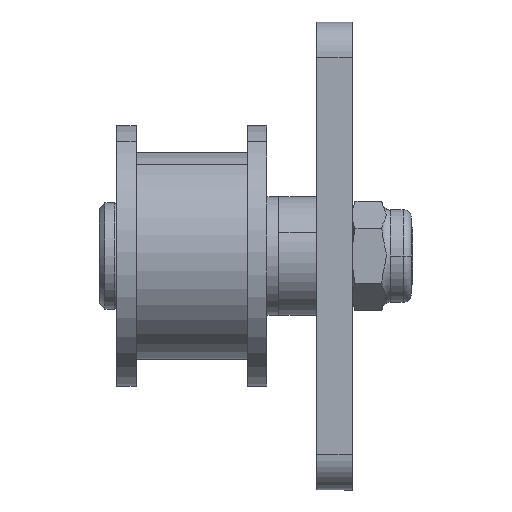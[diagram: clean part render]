
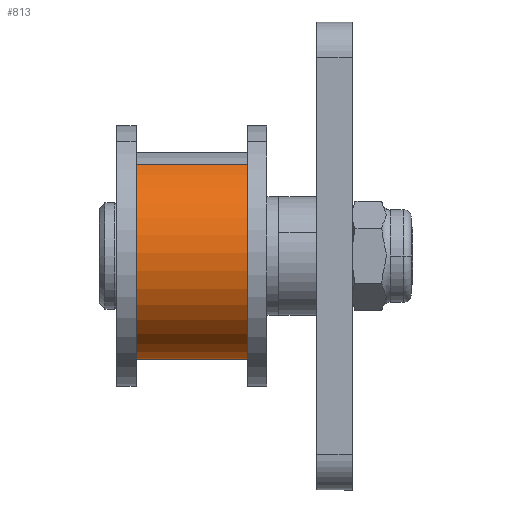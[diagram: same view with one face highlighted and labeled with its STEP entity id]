
A CAD part, left-side view. The second image highlights one B-rep face of the part: STEP entity #813.
In plain terms, the highlighted cylindrical face has radius 8.75 mm (diameter 17.5 mm), a partial arc.
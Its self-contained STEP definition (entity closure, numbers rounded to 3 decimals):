
#61 = CYLINDRICAL_SURFACE ( 'NONE', #778, 8.75 ) ;
#121 = EDGE_CURVE ( 'NONE', #2001, #744, #635, .T. ) ;
#237 = VERTEX_POINT ( 'NONE', #1827 ) ;
#272 = CARTESIAN_POINT ( 'NONE',  ( -21.536, 0., 8.75 ) ) ;
#635 = CIRCLE ( 'NONE', #3762, 8.75 ) ;
#666 = CARTESIAN_POINT ( 'NONE',  ( -4.705, 0., -8.75 ) ) ;
#687 = ORIENTED_EDGE ( 'NONE', *, *, #3905, .T. ) ;
#737 = CARTESIAN_POINT ( 'NONE',  ( -21.536, 0., -8.75 ) ) ;
#744 = VERTEX_POINT ( 'NONE', #1882 ) ;
#778 = AXIS2_PLACEMENT_3D ( 'NONE', #3923, #1649, #1568 ) ;
#798 = ORIENTED_EDGE ( 'NONE', *, *, #3658, .T. ) ;
#813 = ADVANCED_FACE ( 'NONE', ( #2771 ), #61, .T. ) ;
#820 = VERTEX_POINT ( 'NONE', #4358 ) ;
#851 = ORIENTED_EDGE ( 'NONE', *, *, #121, .F. ) ;
#1350 = DIRECTION ( 'NONE',  ( -1., 0., 0. ) ) ;
#1568 = DIRECTION ( 'NONE',  ( 0., 0., 1. ) ) ;
#1649 = DIRECTION ( 'NONE',  ( -1., 0., 0. ) ) ;
#1815 = DIRECTION ( 'NONE',  ( -1., 0., 0. ) ) ;
#1827 = CARTESIAN_POINT ( 'NONE',  ( 4.705, 0., 8.75 ) ) ;
#1882 = CARTESIAN_POINT ( 'NONE',  ( -4.705, 0., 8.75 ) ) ;
#2001 = VERTEX_POINT ( 'NONE', #666 ) ;
#2028 = VECTOR ( 'NONE', #3506, 1000. ) ;
#2043 = CIRCLE ( 'NONE', #4839, 8.75 ) ;
#2159 = DIRECTION ( 'NONE',  ( 0., 0., 1. ) ) ;
#2172 = DIRECTION ( 'NONE',  ( 0., 0., 1. ) ) ;
#2771 = FACE_OUTER_BOUND ( 'NONE', #4691, .T. ) ;
#3171 = ORIENTED_EDGE ( 'NONE', *, *, #3191, .F. ) ;
#3191 = EDGE_CURVE ( 'NONE', #820, #2001, #3530, .T. ) ;
#3305 = DIRECTION ( 'NONE',  ( -1., 0., 0. ) ) ;
#3506 = DIRECTION ( 'NONE',  ( -1., 0., 0. ) ) ;
#3530 = LINE ( 'NONE', #737, #2028 ) ;
#3603 = VECTOR ( 'NONE', #1815, 1000. ) ;
#3658 = EDGE_CURVE ( 'NONE', #820, #237, #2043, .T. ) ;
#3762 = AXIS2_PLACEMENT_3D ( 'NONE', #4111, #1350, #2159 ) ;
#3780 = LINE ( 'NONE', #272, #3603 ) ;
#3905 = EDGE_CURVE ( 'NONE', #237, #744, #3780, .T. ) ;
#3923 = CARTESIAN_POINT ( 'NONE',  ( -21.536, 0., 0. ) ) ;
#4001 = CARTESIAN_POINT ( 'NONE',  ( 4.705, 0., 0. ) ) ;
#4111 = CARTESIAN_POINT ( 'NONE',  ( -4.705, 0., 0. ) ) ;
#4358 = CARTESIAN_POINT ( 'NONE',  ( 4.705, 0., -8.75 ) ) ;
#4691 = EDGE_LOOP ( 'NONE', ( #3171, #798, #687, #851 ) ) ;
#4839 = AXIS2_PLACEMENT_3D ( 'NONE', #4001, #3305, #2172 ) ;
